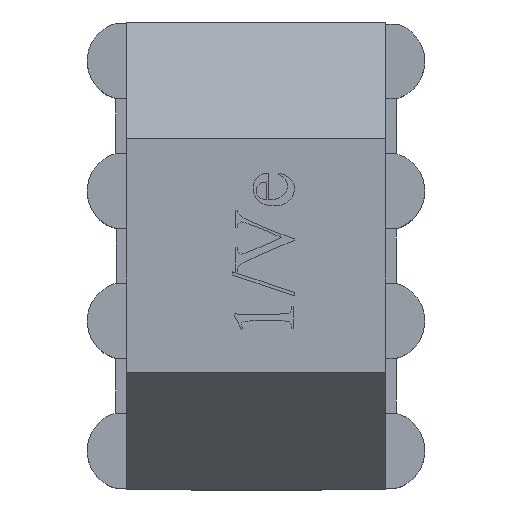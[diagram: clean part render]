
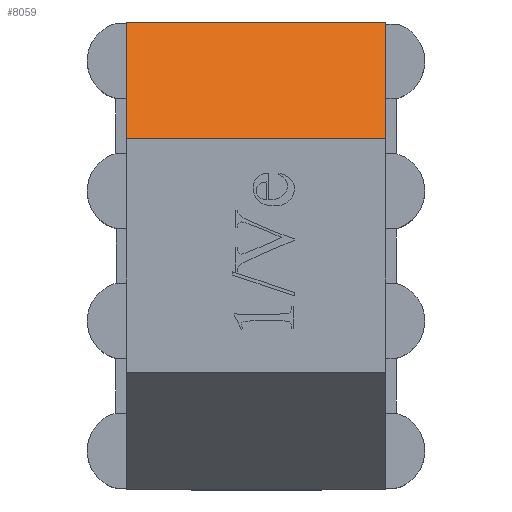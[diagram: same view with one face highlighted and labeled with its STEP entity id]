
A CAD part, top view. The second image highlights one B-rep face of the part: STEP entity #8059.
In plain terms, the highlighted planar face has unit normal (0, 0.743, 0.669).
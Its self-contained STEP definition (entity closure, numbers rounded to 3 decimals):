
#1076 = PLANE('',#1077);
#1077 = AXIS2_PLACEMENT_3D('',#1078,#1079,#1080);
#1078 = CARTESIAN_POINT('',(11.5,10.051,7.5));
#1079 = DIRECTION('',(1.,0.,0.));
#1080 = DIRECTION('',(0.,0.,1.));
#1372 = VERTEX_POINT('',#1373);
#1373 = CARTESIAN_POINT('',(11.5,18.,15.));
#1387 = PLANE('',#1388);
#1388 = AXIS2_PLACEMENT_3D('',#1389,#1390,#1391);
#1389 = CARTESIAN_POINT('',(1.5,18.,15.));
#1390 = DIRECTION('',(0.,1.,0.));
#1391 = DIRECTION('',(0.,0.,1.));
#1399 = EDGE_CURVE('',#1372,#1400,#1402,.T.);
#1400 = VERTEX_POINT('',#1401);
#1401 = CARTESIAN_POINT('',(11.5,13.5,20.));
#1402 = SURFACE_CURVE('',#1403,(#1407,#1414),.PCURVE_S1.);
#1403 = LINE('',#1404,#1405);
#1404 = CARTESIAN_POINT('',(11.5,18.,15.));
#1405 = VECTOR('',#1406,1.);
#1406 = DIRECTION('',(0.,-0.669,0.743));
#1407 = PCURVE('',#1076,#1408);
#1408 = DEFINITIONAL_REPRESENTATION('',(#1409),#1413);
#1409 = LINE('',#1410,#1411);
#1410 = CARTESIAN_POINT('',(7.5,-7.949));
#1411 = VECTOR('',#1412,1.);
#1412 = DIRECTION('',(0.743,0.669));
#1413 = ( GEOMETRIC_REPRESENTATION_CONTEXT(2) 
PARAMETRIC_REPRESENTATION_CONTEXT() REPRESENTATION_CONTEXT('2D SPACE',''
  ) );
#1414 = PCURVE('',#1415,#1420);
#1415 = PLANE('',#1416);
#1416 = AXIS2_PLACEMENT_3D('',#1417,#1418,#1419);
#1417 = CARTESIAN_POINT('',(1.5,18.,15.));
#1418 = DIRECTION('',(0.,0.743,0.669));
#1419 = DIRECTION('',(0.,-0.669,0.743));
#1420 = DEFINITIONAL_REPRESENTATION('',(#1421),#1425);
#1421 = LINE('',#1422,#1423);
#1422 = CARTESIAN_POINT('',(0.,10.));
#1423 = VECTOR('',#1424,1.);
#1424 = DIRECTION('',(1.,0.));
#1425 = ( GEOMETRIC_REPRESENTATION_CONTEXT(2) 
PARAMETRIC_REPRESENTATION_CONTEXT() REPRESENTATION_CONTEXT('2D SPACE',''
  ) );
#1443 = PLANE('',#1444);
#1444 = AXIS2_PLACEMENT_3D('',#1445,#1446,#1447);
#1445 = CARTESIAN_POINT('',(1.5,13.5,20.));
#1446 = DIRECTION('',(0.,0.,1.));
#1447 = DIRECTION('',(1.,0.,0.));
#8059 = ADVANCED_FACE('',(#8060),#1415,.T.);
#8060 = FACE_BOUND('',#8061,.T.);
#8061 = EDGE_LOOP('',(#8062,#8092,#8113,#8114));
#8062 = ORIENTED_EDGE('',*,*,#8063,.F.);
#8063 = EDGE_CURVE('',#8064,#8066,#8068,.T.);
#8064 = VERTEX_POINT('',#8065);
#8065 = CARTESIAN_POINT('',(1.5,13.5,20.));
#8066 = VERTEX_POINT('',#8067);
#8067 = CARTESIAN_POINT('',(1.5,18.,15.));
#8068 = SURFACE_CURVE('',#8069,(#8073,#8080),.PCURVE_S1.);
#8069 = LINE('',#8070,#8071);
#8070 = CARTESIAN_POINT('',(1.5,13.5,20.));
#8071 = VECTOR('',#8072,1.);
#8072 = DIRECTION('',(0.,0.669,-0.743));
#8073 = PCURVE('',#1415,#8074);
#8074 = DEFINITIONAL_REPRESENTATION('',(#8075),#8079);
#8075 = LINE('',#8076,#8077);
#8076 = CARTESIAN_POINT('',(6.727,0.));
#8077 = VECTOR('',#8078,1.);
#8078 = DIRECTION('',(-1.,0.));
#8079 = ( GEOMETRIC_REPRESENTATION_CONTEXT(2) 
PARAMETRIC_REPRESENTATION_CONTEXT() REPRESENTATION_CONTEXT('2D SPACE',''
  ) );
#8080 = PCURVE('',#8081,#8086);
#8081 = PLANE('',#8082);
#8082 = AXIS2_PLACEMENT_3D('',#8083,#8084,#8085);
#8083 = CARTESIAN_POINT('',(1.5,0.,1.5));
#8084 = DIRECTION('',(-1.,0.,0.));
#8085 = DIRECTION('',(0.,0.,-1.));
#8086 = DEFINITIONAL_REPRESENTATION('',(#8087),#8091);
#8087 = LINE('',#8088,#8089);
#8088 = CARTESIAN_POINT('',(-18.5,-13.5));
#8089 = VECTOR('',#8090,1.);
#8090 = DIRECTION('',(0.743,-0.669));
#8091 = ( GEOMETRIC_REPRESENTATION_CONTEXT(2) 
PARAMETRIC_REPRESENTATION_CONTEXT() REPRESENTATION_CONTEXT('2D SPACE',''
  ) );
#8092 = ORIENTED_EDGE('',*,*,#8093,.F.);
#8093 = EDGE_CURVE('',#1400,#8064,#8094,.T.);
#8094 = SURFACE_CURVE('',#8095,(#8099,#8106),.PCURVE_S1.);
#8095 = LINE('',#8096,#8097);
#8096 = CARTESIAN_POINT('',(11.5,13.5,20.));
#8097 = VECTOR('',#8098,1.);
#8098 = DIRECTION('',(-1.,0.,0.));
#8099 = PCURVE('',#1415,#8100);
#8100 = DEFINITIONAL_REPRESENTATION('',(#8101),#8105);
#8101 = LINE('',#8102,#8103);
#8102 = CARTESIAN_POINT('',(6.727,10.));
#8103 = VECTOR('',#8104,1.);
#8104 = DIRECTION('',(0.,-1.));
#8105 = ( GEOMETRIC_REPRESENTATION_CONTEXT(2) 
PARAMETRIC_REPRESENTATION_CONTEXT() REPRESENTATION_CONTEXT('2D SPACE',''
  ) );
#8106 = PCURVE('',#1443,#8107);
#8107 = DEFINITIONAL_REPRESENTATION('',(#8108),#8112);
#8108 = LINE('',#8109,#8110);
#8109 = CARTESIAN_POINT('',(10.,0.));
#8110 = VECTOR('',#8111,1.);
#8111 = DIRECTION('',(-1.,0.));
#8112 = ( GEOMETRIC_REPRESENTATION_CONTEXT(2) 
PARAMETRIC_REPRESENTATION_CONTEXT() REPRESENTATION_CONTEXT('2D SPACE',''
  ) );
#8113 = ORIENTED_EDGE('',*,*,#1399,.F.);
#8114 = ORIENTED_EDGE('',*,*,#8115,.T.);
#8115 = EDGE_CURVE('',#1372,#8066,#8116,.T.);
#8116 = SURFACE_CURVE('',#8117,(#8121,#8128),.PCURVE_S1.);
#8117 = LINE('',#8118,#8119);
#8118 = CARTESIAN_POINT('',(11.5,18.,15.));
#8119 = VECTOR('',#8120,1.);
#8120 = DIRECTION('',(-1.,0.,0.));
#8121 = PCURVE('',#1415,#8122);
#8122 = DEFINITIONAL_REPRESENTATION('',(#8123),#8127);
#8123 = LINE('',#8124,#8125);
#8124 = CARTESIAN_POINT('',(0.,10.));
#8125 = VECTOR('',#8126,1.);
#8126 = DIRECTION('',(0.,-1.));
#8127 = ( GEOMETRIC_REPRESENTATION_CONTEXT(2) 
PARAMETRIC_REPRESENTATION_CONTEXT() REPRESENTATION_CONTEXT('2D SPACE',''
  ) );
#8128 = PCURVE('',#1387,#8129);
#8129 = DEFINITIONAL_REPRESENTATION('',(#8130),#8134);
#8130 = LINE('',#8131,#8132);
#8131 = CARTESIAN_POINT('',(0.,10.));
#8132 = VECTOR('',#8133,1.);
#8133 = DIRECTION('',(0.,-1.));
#8134 = ( GEOMETRIC_REPRESENTATION_CONTEXT(2) 
PARAMETRIC_REPRESENTATION_CONTEXT() REPRESENTATION_CONTEXT('2D SPACE',''
  ) );
